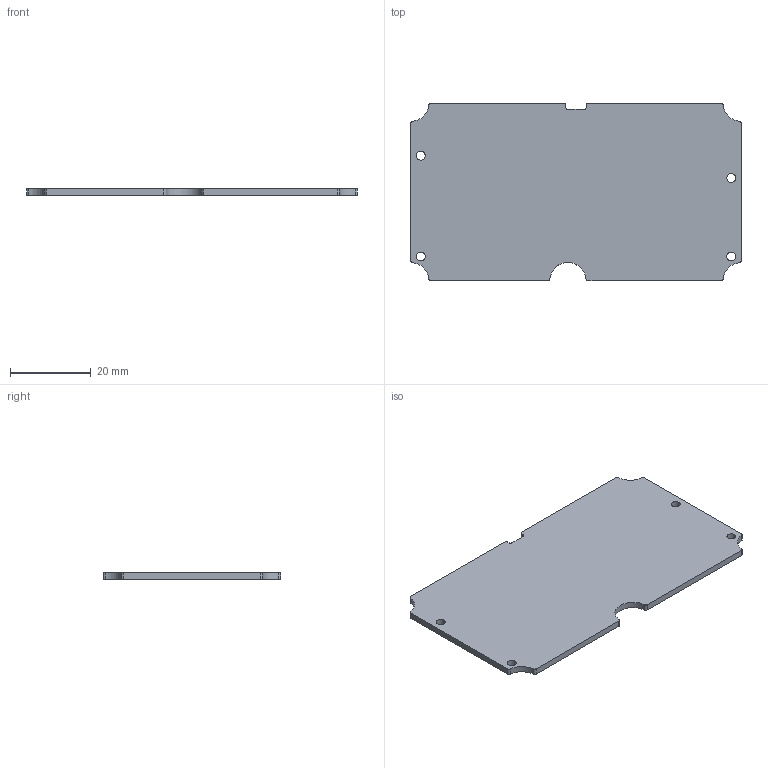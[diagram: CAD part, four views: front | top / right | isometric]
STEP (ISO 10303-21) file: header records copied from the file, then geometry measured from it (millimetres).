
FILE_DESCRIPTION(/* description */ (''),/* implementation_level */ '2;1');
FILE_NAME(/* name */ '20220602_OMNI LIDO PCB.step',/* time_stamp */ '2022-06-02T14:21:29+02:00',/* author */ (''),/* organization */ (''),/* preprocessor_version */ 'ST-DEVELOPER v19',/* originating_system */ 'Autodesk Translation Framework v11.7.0.108',/* authorisation */ '');
FILE_SCHEMA (('AUTOMOTIVE_DESIGN { 1 0 10303 214 3 1 1 }'));
Length unit declared in the file: millimetre
Products named in the file (3): (Unsaved); OMNI LIDO SPACECLAIM-zpt-20220527 v1; OMNI LIDO SPACECLAIM-PCB
Assembly tree (2 placements, depth 3):
  (Unsaved)
    OMNI LIDO SPACECLAIM-zpt-20220527 v1
      OMNI LIDO SPACECLAIM-PCB
Bounding box: 82 x 44 x 1.6 mm (x, y, z)
Volume: 5583.1 mm3; surface area: 7422.5 mm2
Topology: 1 solids, 1 shells, 34 faces, 96 edges, 64 vertices
Faces by surface type: cylinder 23, plane 11
Full cylindrical faces by diameter (mm): 2.2 x4
Entity records: 1222 total; most frequent: DIRECTION 220, CARTESIAN_POINT 199, ORIENTED_EDGE 192, EDGE_CURVE 96, AXIS2_PLACEMENT_3D 85, VERTEX_POINT 64, LINE 50, VECTOR 50
